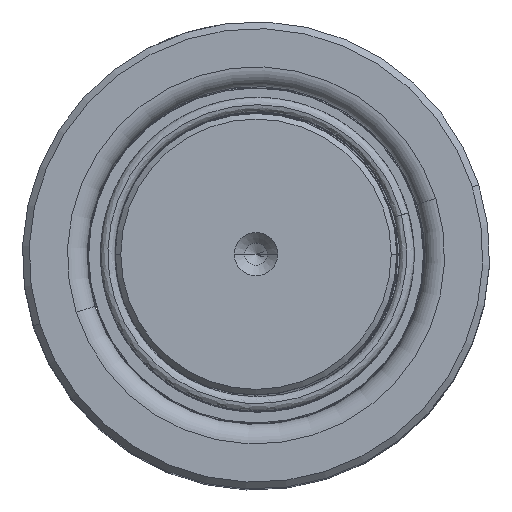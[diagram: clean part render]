
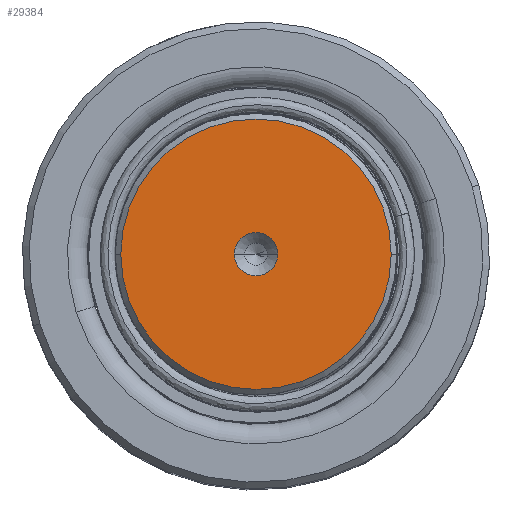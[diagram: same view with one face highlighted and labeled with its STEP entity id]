
A CAD part, top view. The second image highlights one B-rep face of the part: STEP entity #29384.
In plain terms, the highlighted planar face has unit normal (0, 0, 1).
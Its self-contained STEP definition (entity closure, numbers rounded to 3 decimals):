
#132 = EDGE_LOOP ( 'NONE', ( #50584, #59570 ) ) ;
#623 = DIRECTION ( 'NONE',  ( 0., 0., 1. ) ) ;
#5881 = EDGE_LOOP ( 'NONE', ( #8294, #19431 ) ) ;
#7370 = DIRECTION ( 'NONE',  ( 0., 0., 1. ) ) ;
#7626 = CIRCLE ( 'NONE', #44450, 24.016 ) ;
#8294 = ORIENTED_EDGE ( 'NONE', *, *, #19237, .F. ) ;
#10757 = EDGE_CURVE ( 'NONE', #40591, #39169, #11148, .T. ) ;
#11148 = CIRCLE ( 'NONE', #13221, 3.85 ) ;
#13221 = AXIS2_PLACEMENT_3D ( 'NONE', #25456, #44676, #20976 ) ;
#14516 = VERTEX_POINT ( 'NONE', #26724 ) ;
#14732 = CARTESIAN_POINT ( 'NONE',  ( 0., 0., 240. ) ) ;
#14990 = DIRECTION ( 'NONE',  ( 0., 0., 1. ) ) ;
#17480 = FACE_OUTER_BOUND ( 'NONE', #132, .T. ) ;
#17994 = AXIS2_PLACEMENT_3D ( 'NONE', #14732, #19649, #53859 ) ;
#19237 = EDGE_CURVE ( 'NONE', #39169, #40591, #52290, .T. ) ;
#19431 = ORIENTED_EDGE ( 'NONE', *, *, #10757, .F. ) ;
#19649 = DIRECTION ( 'NONE',  ( 0., 0., 1. ) ) ;
#20976 = DIRECTION ( 'NONE',  ( 1., 0., 0. ) ) ;
#25456 = CARTESIAN_POINT ( 'NONE',  ( 0., 0., 240. ) ) ;
#26724 = CARTESIAN_POINT ( 'NONE',  ( -24.016, 0., 240. ) ) ;
#27380 = FACE_BOUND ( 'NONE', #5881, .T. ) ;
#29384 = ADVANCED_FACE ( 'NONE', ( #27380, #17480 ), #43983, .T. ) ;
#29942 = CARTESIAN_POINT ( 'NONE',  ( 0., 0., 240. ) ) ;
#31076 = CARTESIAN_POINT ( 'NONE',  ( 24.016, 0., 240. ) ) ;
#32657 = CARTESIAN_POINT ( 'NONE',  ( 3.85, 0., 240. ) ) ;
#33126 = VERTEX_POINT ( 'NONE', #31076 ) ;
#34824 = DIRECTION ( 'NONE',  ( 1., 0., 0. ) ) ;
#34891 = AXIS2_PLACEMENT_3D ( 'NONE', #46441, #7370, #45808 ) ;
#39169 = VERTEX_POINT ( 'NONE', #32657 ) ;
#39536 = EDGE_CURVE ( 'NONE', #14516, #33126, #50880, .T. ) ;
#39989 = AXIS2_PLACEMENT_3D ( 'NONE', #29942, #623, #34824 ) ;
#40591 = VERTEX_POINT ( 'NONE', #41215 ) ;
#41215 = CARTESIAN_POINT ( 'NONE',  ( -3.85, 0., 240. ) ) ;
#43983 = PLANE ( 'NONE',  #17994 ) ;
#44450 = AXIS2_PLACEMENT_3D ( 'NONE', #59465, #14990, #49170 ) ;
#44676 = DIRECTION ( 'NONE',  ( 0., 0., 1. ) ) ;
#45808 = DIRECTION ( 'NONE',  ( 1., 0., 0. ) ) ;
#46441 = CARTESIAN_POINT ( 'NONE',  ( 0., 0., 240. ) ) ;
#47117 = EDGE_CURVE ( 'NONE', #33126, #14516, #7626, .T. ) ;
#49170 = DIRECTION ( 'NONE',  ( 1., 0., 0. ) ) ;
#50584 = ORIENTED_EDGE ( 'NONE', *, *, #39536, .T. ) ;
#50880 = CIRCLE ( 'NONE', #34891, 24.016 ) ;
#52290 = CIRCLE ( 'NONE', #39989, 3.85 ) ;
#53859 = DIRECTION ( 'NONE',  ( 1., 0., 0. ) ) ;
#59465 = CARTESIAN_POINT ( 'NONE',  ( 0., 0., 240. ) ) ;
#59570 = ORIENTED_EDGE ( 'NONE', *, *, #47117, .T. ) ;
